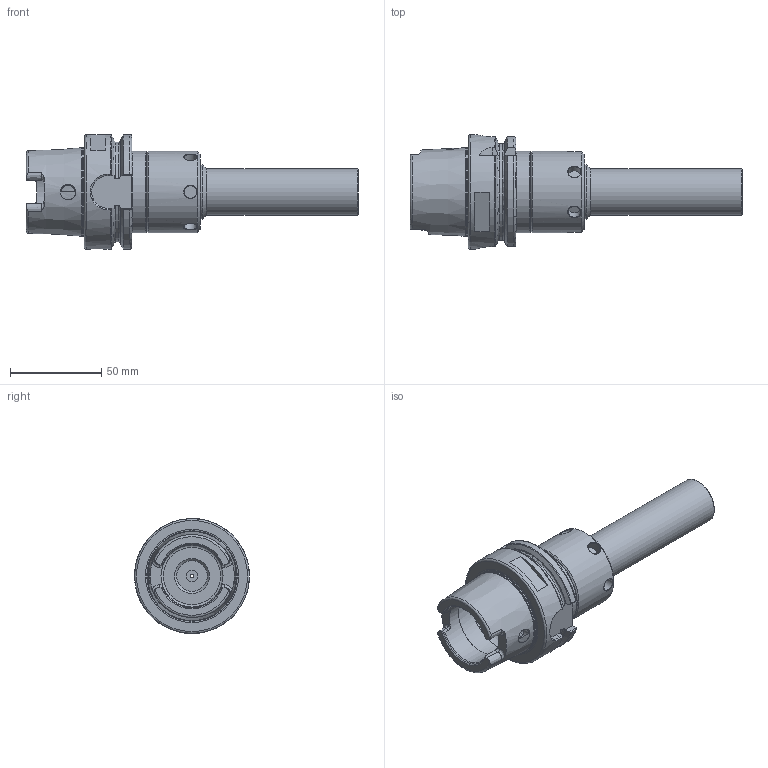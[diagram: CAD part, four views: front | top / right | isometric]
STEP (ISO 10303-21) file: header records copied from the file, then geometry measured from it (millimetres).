
FILE_DESCRIPTION(/* description */ (''),/* implementation_level */ '2;1');
FILE_NAME(/* name */ 'HSK063A-VX12-150.stp',/* time_stamp */ '2019-07-15T10:03:42-05:00',/* author */ ('ldfli'),/* organization */ (''),/* preprocessor_version */ 'ST-DEVELOPER v18',/* originating_system */ 'Autodesk Inventor LT',/* authorisation */ '');
FILE_SCHEMA (('AUTOMOTIVE_DESIGN { 1 0 10303 214 3 1 1 }'));
Length unit declared in the file: millimetre
Products named in the file (1): HSK063A-VX12-150
Bounding box: 182 x 63 x 63 mm (x, y, z)
Volume: 158797.6 mm3; surface area: 54753.8 mm2
Topology: 5 solids, 5 shells, 240 faces, 694 edges, 488 vertices
Faces by surface type: plane 82, cylinder 67, torus 39, cone 33, bspline 19
Full cylindrical faces by diameter (mm): 2 x6, 6.03 x2, 6.5 x1, 6.9 x6, 7.5 x2, 10 x3, 11.04 x2, 12.69 x4, 13 x1, 13.5 x1, 14 x1, 16 x1, 16.5 x1, 17 x1, 17.5 x1, 19 x1, 25.4 x1, 28.6 x1, 30 x2, 30.05 x1, 34 x2, 38.5 x1, 40 x2, 40.5 x1, 44.45 x2, 48.241 x1, 63 x1
Entity records: 10828 total; most frequent: CARTESIAN_POINT 4330, ORIENTED_EDGE 1392, DIRECTION 1318, EDGE_CURVE 696, AXIS2_PLACEMENT_3D 566, VERTEX_POINT 490, CIRCLE 345, EDGE_LOOP 286
